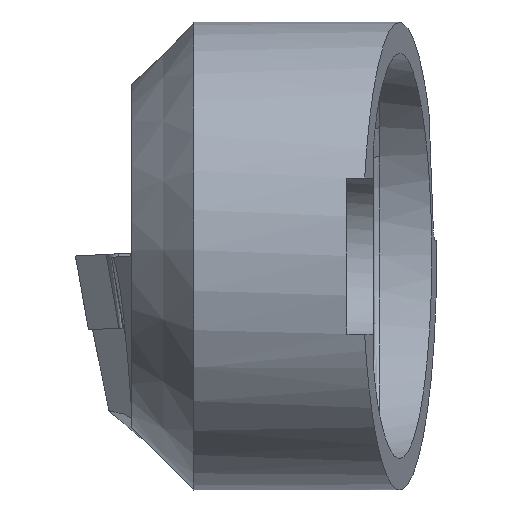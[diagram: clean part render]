
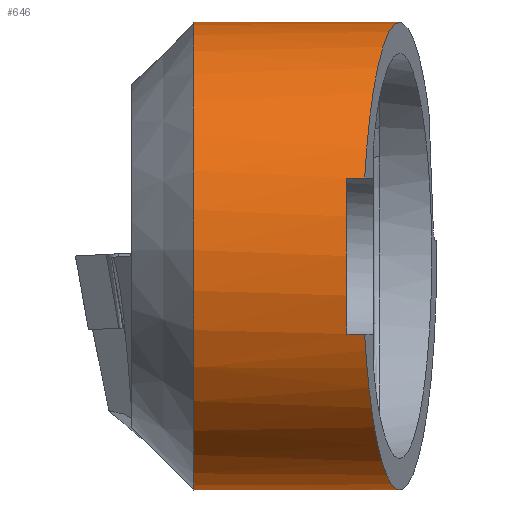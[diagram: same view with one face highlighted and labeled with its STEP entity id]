
A CAD part, front view. The second image highlights one B-rep face of the part: STEP entity #646.
In plain terms, the highlighted cylindrical face has radius 7.5 mm (diameter 15 mm), a partial arc.
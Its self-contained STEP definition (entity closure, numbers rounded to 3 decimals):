
#23 =( BOUNDED_CURVE ( )  B_SPLINE_CURVE ( 3, ( #3386, #2009, #2542, #71 ),
 .UNSPECIFIED., .F., .F. ) 
 B_SPLINE_CURVE_WITH_KNOTS ( ( 4, 4 ),
 ( 4.764, 4.78 ),
 .UNSPECIFIED. ) 
 CURVE ( )  GEOMETRIC_REPRESENTATION_ITEM ( )  RATIONAL_B_SPLINE_CURVE ( ( 1., 1., 1., 1. ) ) 
 REPRESENTATION_ITEM ( '' )  );
#71 = CARTESIAN_POINT ( 'NONE',  ( 2.023, 7.483, 0.506 ) ) ;
#74 = CARTESIAN_POINT ( 'NONE',  ( 1.777, 5.931, 4.591 ) ) ;
#118 = LINE ( 'NONE', #2065, #798 ) ;
#249 = CARTESIAN_POINT ( 'NONE',  ( -0.25, 1.044, -7.427 ) ) ;
#285 = CARTESIAN_POINT ( 'NONE',  ( -5.75, 0., 0. ) ) ;
#286 = CIRCLE ( 'NONE', #887, 7.5 ) ;
#309 = VERTEX_POINT ( 'NONE', #3175 ) ;
#392 = VERTEX_POINT ( 'NONE', #249 ) ;
#400 = AXIS2_PLACEMENT_3D ( 'NONE', #2817, #1949, #1728 ) ;
#477 = ORIENTED_EDGE ( 'NONE', *, *, #2705, .T. ) ;
#555 = VERTEX_POINT ( 'NONE', #74 ) ;
#566 = EDGE_CURVE ( 'NONE', #2544, #1449, #2628, .T. ) ;
#576 = ORIENTED_EDGE ( 'NONE', *, *, #649, .T. ) ;
#585 = EDGE_CURVE ( 'NONE', #309, #392, #286, .T. ) ;
#596 = CARTESIAN_POINT ( 'NONE',  ( -0.25, 0., 0. ) ) ;
#597 = CARTESIAN_POINT ( 'NONE',  ( 2.148, 8.272, -11.156 ) ) ;
#617 = DIRECTION ( 'NONE',  ( 0., 0., 1. ) ) ;
#618 = VERTEX_POINT ( 'NONE', #2806 ) ;
#621 = CARTESIAN_POINT ( 'NONE',  ( -3.165, 5.842, 4.703 ) ) ;
#646 = ADVANCED_FACE ( 'NONE', ( #1686 ), #664, .T. ) ;
#649 = EDGE_CURVE ( 'NONE', #3232, #1534, #3352, .T. ) ;
#664 = CYLINDRICAL_SURFACE ( 'NONE', #400, 7.5 ) ;
#741 = VERTEX_POINT ( 'NONE', #2003 ) ;
#767 = CARTESIAN_POINT ( 'NONE',  ( -0.282, -7.071, 2.5 ) ) ;
#798 = VECTOR ( 'NONE', #2026, 1000. ) ;
#799 = DIRECTION ( 'NONE',  ( 1., 0., 0. ) ) ;
#808 = EDGE_LOOP ( 'NONE', ( #2901, #3334, #3243, #477, #3103, #1734, #2691, #576, #3343, #2045 ) ) ;
#818 =( BOUNDED_CURVE ( )  B_SPLINE_CURVE ( 3, ( #3333, #2242, #621, #1388 ),
 .UNSPECIFIED., .F., .F. ) 
 B_SPLINE_CURVE_WITH_KNOTS ( ( 4, 4 ),
 ( 0.425, 0.454 ),
 .UNSPECIFIED. ) 
 CURVE ( )  GEOMETRIC_REPRESENTATION_ITEM ( )  RATIONAL_B_SPLINE_CURVE ( ( 1., 1., 1., 1. ) ) 
 REPRESENTATION_ITEM ( '' )  );
#887 = AXIS2_PLACEMENT_3D ( 'NONE', #596, #2489, #617 ) ;
#907 = EDGE_CURVE ( 'NONE', #2544, #1534, #2726, .T. ) ;
#988 = VERTEX_POINT ( 'NONE', #1596 ) ;
#1272 = AXIS2_PLACEMENT_3D ( 'NONE', #285, #3535, #1898 ) ;
#1287 = CARTESIAN_POINT ( 'NONE',  ( -0.282, -7.071, -2.5 ) ) ;
#1352 = CARTESIAN_POINT ( 'NONE',  ( -0.85, 0., 0. ) ) ;
#1388 = CARTESIAN_POINT ( 'NONE',  ( -5.75, 5.797, 4.759 ) ) ;
#1442 = CARTESIAN_POINT ( 'NONE',  ( -10., -7.071, 2.5 ) ) ;
#1449 = VERTEX_POINT ( 'NONE', #1884 ) ;
#1534 = VERTEX_POINT ( 'NONE', #2478 ) ;
#1596 = CARTESIAN_POINT ( 'NONE',  ( -5.75, 1.044, -7.427 ) ) ;
#1660 = CARTESIAN_POINT ( 'NONE',  ( -0.85, -7.071, 2.5 ) ) ;
#1682 = CARTESIAN_POINT ( 'NONE',  ( 0.335, -3.175, -13.52 ) ) ;
#1686 = FACE_OUTER_BOUND ( 'NONE', #808, .T. ) ;
#1694 = CARTESIAN_POINT ( 'NONE',  ( -0.282, -7.071, -2.5 ) ) ;
#1717 = DIRECTION ( 'NONE',  ( 1., 0., 0. ) ) ;
#1728 = DIRECTION ( 'NONE',  ( 0., 0., -1. ) ) ;
#1730 = VECTOR ( 'NONE', #1717, 1000. ) ;
#1734 = ORIENTED_EDGE ( 'NONE', *, *, #2131, .T. ) ;
#1814 =( BOUNDED_CURVE ( )  B_SPLINE_CURVE ( 3, ( #3314, #597, #1682, #1694 ),
 .UNSPECIFIED., .F., .F. ) 
 B_SPLINE_CURVE_WITH_KNOTS ( ( 4, 4 ),
 ( 6.216, 9.085 ),
 .UNSPECIFIED. ) 
 CURVE ( )  GEOMETRIC_REPRESENTATION_ITEM ( )  RATIONAL_B_SPLINE_CURVE ( ( 1., 0.424, 0.424, 1. ) ) 
 REPRESENTATION_ITEM ( '' )  );
#1884 = CARTESIAN_POINT ( 'NONE',  ( -0.282, -7.071, 2.5 ) ) ;
#1889 = DIRECTION ( 'NONE',  ( 0., 0., -1. ) ) ;
#1898 = DIRECTION ( 'NONE',  ( 0., 0., 1. ) ) ;
#1949 = DIRECTION ( 'NONE',  ( 1., 0., 0. ) ) ;
#2003 = CARTESIAN_POINT ( 'NONE',  ( -5.75, 5.797, 4.759 ) ) ;
#2009 = CARTESIAN_POINT ( 'NONE',  ( 0.508, 7.488, 0.427 ) ) ;
#2026 = DIRECTION ( 'NONE',  ( 1., 0., 0. ) ) ;
#2045 = ORIENTED_EDGE ( 'NONE', *, *, #566, .T. ) ;
#2065 = CARTESIAN_POINT ( 'NONE',  ( -10., 1.044, -7.427 ) ) ;
#2131 = EDGE_CURVE ( 'NONE', #309, #618, #23, .T. ) ;
#2138 = CARTESIAN_POINT ( 'NONE',  ( 1.777, 5.931, 4.591 ) ) ;
#2210 = AXIS2_PLACEMENT_3D ( 'NONE', #1352, #799, #1889 ) ;
#2242 = CARTESIAN_POINT ( 'NONE',  ( -0.655, 5.887, 4.648 ) ) ;
#2375 = EDGE_CURVE ( 'NONE', #988, #741, #2629, .T. ) ;
#2478 = CARTESIAN_POINT ( 'NONE',  ( -0.85, -7.071, -2.5 ) ) ;
#2489 = DIRECTION ( 'NONE',  ( -1., 0., 0. ) ) ;
#2510 = CARTESIAN_POINT ( 'NONE',  ( -10., -7.071, -2.5 ) ) ;
#2533 = EDGE_CURVE ( 'NONE', #555, #741, #818, .T. ) ;
#2542 = CARTESIAN_POINT ( 'NONE',  ( 1.266, 7.486, 0.467 ) ) ;
#2544 = VERTEX_POINT ( 'NONE', #1660 ) ;
#2628 = LINE ( 'NONE', #1442, #1730 ) ;
#2629 = CIRCLE ( 'NONE', #1272, 7.5 ) ;
#2691 = ORIENTED_EDGE ( 'NONE', *, *, #2935, .T. ) ;
#2705 = EDGE_CURVE ( 'NONE', #988, #392, #118, .T. ) ;
#2726 = CIRCLE ( 'NONE', #2210, 7.5 ) ;
#2806 = CARTESIAN_POINT ( 'NONE',  ( 2.023, 7.483, 0.506 ) ) ;
#2817 = CARTESIAN_POINT ( 'NONE',  ( -10., 0., 0. ) ) ;
#2901 = ORIENTED_EDGE ( 'NONE', *, *, #3286, .T. ) ;
#2935 = EDGE_CURVE ( 'NONE', #618, #3232, #1814, .T. ) ;
#3078 = VECTOR ( 'NONE', #3353, 1000. ) ;
#3103 = ORIENTED_EDGE ( 'NONE', *, *, #585, .F. ) ;
#3175 = CARTESIAN_POINT ( 'NONE',  ( -0.25, 7.49, 0.387 ) ) ;
#3186 =( BOUNDED_CURVE ( )  B_SPLINE_CURVE ( 3, ( #767, #3501, #3206, #2138 ),
 .UNSPECIFIED., .F., .F. ) 
 B_SPLINE_CURVE_WITH_KNOTS ( ( 4, 4 ),
 ( 3.481, 5.624 ),
 .UNSPECIFIED. ) 
 CURVE ( )  GEOMETRIC_REPRESENTATION_ITEM ( )  RATIONAL_B_SPLINE_CURVE ( ( 1., 0.653, 0.653, 1. ) ) 
 REPRESENTATION_ITEM ( '' )  );
#3206 = CARTESIAN_POINT ( 'NONE',  ( 1.125, 1.813, 9.91 ) ) ;
#3232 = VERTEX_POINT ( 'NONE', #1287 ) ;
#3243 = ORIENTED_EDGE ( 'NONE', *, *, #2375, .F. ) ;
#3286 = EDGE_CURVE ( 'NONE', #1449, #555, #3186, .T. ) ;
#3314 = CARTESIAN_POINT ( 'NONE',  ( 2.023, 7.483, 0.506 ) ) ;
#3333 = CARTESIAN_POINT ( 'NONE',  ( 1.777, 5.931, 4.591 ) ) ;
#3334 = ORIENTED_EDGE ( 'NONE', *, *, #2533, .T. ) ;
#3343 = ORIENTED_EDGE ( 'NONE', *, *, #907, .F. ) ;
#3352 = LINE ( 'NONE', #2510, #3078 ) ;
#3353 = DIRECTION ( 'NONE',  ( -1., 0., 0. ) ) ;
#3386 = CARTESIAN_POINT ( 'NONE',  ( -0.25, 7.49, 0.387 ) ) ;
#3501 = CARTESIAN_POINT ( 'NONE',  ( 0.073, -4.829, 8.842 ) ) ;
#3535 = DIRECTION ( 'NONE',  ( -1., 0., 0. ) ) ;
